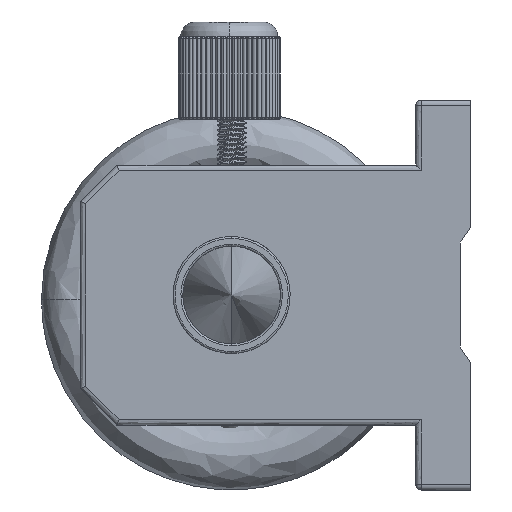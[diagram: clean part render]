
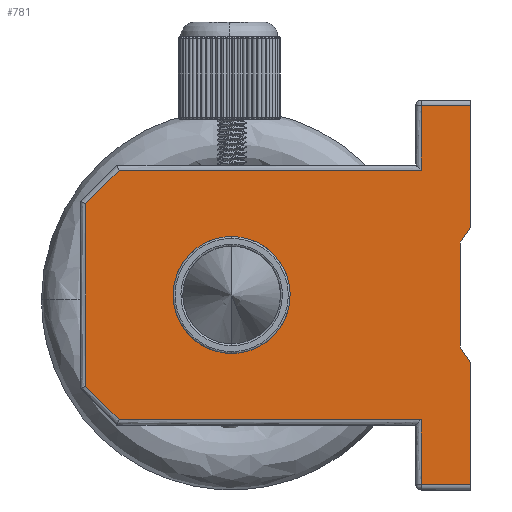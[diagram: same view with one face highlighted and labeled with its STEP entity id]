
A CAD part, left-side view. The second image highlights one B-rep face of the part: STEP entity #781.
In plain terms, the highlighted planar face has unit normal (-1, 0, 0).
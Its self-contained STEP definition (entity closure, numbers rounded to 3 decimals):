
#781=ADVANCED_FACE('',(#1493,#859),#9414,.T.);
#859=FACE_BOUND('',#2203,.T.);
#1493=FACE_OUTER_BOUND('',#2202,.T.);
#2202=EDGE_LOOP('',(#4729,#4730,#4731,#4732,#4733,#4734,#4735,#4736,#4737,
#4738,#4739,#4740,#4741,#4742));
#2203=EDGE_LOOP('',(#4743,#4744));
#4729=ORIENTED_EDGE('',*,*,#6399,.T.);
#4730=ORIENTED_EDGE('',*,*,#6460,.F.);
#4731=ORIENTED_EDGE('',*,*,#6403,.F.);
#4732=ORIENTED_EDGE('',*,*,#6463,.F.);
#4733=ORIENTED_EDGE('',*,*,#6402,.T.);
#4734=ORIENTED_EDGE('',*,*,#6401,.F.);
#4735=ORIENTED_EDGE('',*,*,#6438,.T.);
#4736=ORIENTED_EDGE('',*,*,#6377,.T.);
#4737=ORIENTED_EDGE('',*,*,#6316,.T.);
#4738=ORIENTED_EDGE('',*,*,#6317,.T.);
#4739=ORIENTED_EDGE('',*,*,#6315,.T.);
#4740=ORIENTED_EDGE('',*,*,#6319,.T.);
#4741=ORIENTED_EDGE('',*,*,#6434,.T.);
#4742=ORIENTED_EDGE('',*,*,#6400,.F.);
#4743=ORIENTED_EDGE('',*,*,#6474,.T.);
#4744=ORIENTED_EDGE('',*,*,#6479,.T.);
#6315=EDGE_CURVE('',#8629,#8627,#7790,.T.);
#6316=EDGE_CURVE('',#8628,#8630,#7791,.T.);
#6317=EDGE_CURVE('',#8630,#8629,#7792,.T.);
#6319=EDGE_CURVE('',#8627,#8668,#7794,.T.);
#6377=EDGE_CURVE('',#8666,#8628,#7832,.T.);
#6399=EDGE_CURVE('',#8704,#8705,#7854,.T.);
#6400=EDGE_CURVE('',#8704,#8707,#7855,.T.);
#6401=EDGE_CURVE('',#8708,#8709,#7856,.T.);
#6402=EDGE_CURVE('',#8710,#8709,#7857,.T.);
#6403=EDGE_CURVE('',#8711,#8706,#7858,.T.);
#6434=EDGE_CURVE('',#8668,#8707,#7478,.T.);
#6438=EDGE_CURVE('',#8708,#8666,#7482,.T.);
#6460=EDGE_CURVE('',#8706,#8705,#7493,.T.);
#6463=EDGE_CURVE('',#8710,#8711,#7495,.T.);
#6474=EDGE_CURVE('',#8725,#8727,#7506,.T.);
#6479=EDGE_CURVE('',#8727,#8725,#7511,.T.);
#7478=(
BOUNDED_CURVE()
B_SPLINE_CURVE(1,(#47390,#47391),.UNSPECIFIED.,.F.,.F.)
B_SPLINE_CURVE_WITH_KNOTS((2,2),(0.,9.5),.UNSPECIFIED.)
CURVE()
GEOMETRIC_REPRESENTATION_ITEM()
RATIONAL_B_SPLINE_CURVE((1.,1.))
REPRESENTATION_ITEM('')
);
#7482=(
BOUNDED_CURVE()
B_SPLINE_CURVE(1,(#47401,#47402),.UNSPECIFIED.,.F.,.F.)
B_SPLINE_CURVE_WITH_KNOTS((2,2),(1.,10.5),.UNSPECIFIED.)
CURVE()
GEOMETRIC_REPRESENTATION_ITEM()
RATIONAL_B_SPLINE_CURVE((1.,1.))
REPRESENTATION_ITEM('')
);
#7493=(
BOUNDED_CURVE()
B_SPLINE_CURVE(1,(#47564,#47565),.UNSPECIFIED.,.F.,.F.)
B_SPLINE_CURVE_WITH_KNOTS((2,2),(0.414,9.485),
 .UNSPECIFIED.)
CURVE()
GEOMETRIC_REPRESENTATION_ITEM()
RATIONAL_B_SPLINE_CURVE((1.,1.))
REPRESENTATION_ITEM('')
);
#7495=(
BOUNDED_CURVE()
B_SPLINE_CURVE(1,(#47580,#47581),.UNSPECIFIED.,.F.,.F.)
B_SPLINE_CURVE_WITH_KNOTS((2,2),(0.414,9.485),
 .UNSPECIFIED.)
CURVE()
GEOMETRIC_REPRESENTATION_ITEM()
RATIONAL_B_SPLINE_CURVE((1.,1.))
REPRESENTATION_ITEM('')
);
#7506=(
BOUNDED_CURVE()
B_SPLINE_CURVE(2,(#47613,#47614,#47615,#47616,#47617),.UNSPECIFIED.,.F.,
 .F.)
B_SPLINE_CURVE_WITH_KNOTS((3,2,3),(0.,18.85,37.699),
 .UNSPECIFIED.)
CURVE()
GEOMETRIC_REPRESENTATION_ITEM()
RATIONAL_B_SPLINE_CURVE((1.,0.707,1.,0.707,1.))
REPRESENTATION_ITEM('')
);
#7511=(
BOUNDED_CURVE()
B_SPLINE_CURVE(2,(#47632,#47633,#47634,#47635,#47636),.UNSPECIFIED.,.F.,
 .F.)
B_SPLINE_CURVE_WITH_KNOTS((3,2,3),(37.699,56.549,75.398),
 .UNSPECIFIED.)
CURVE()
GEOMETRIC_REPRESENTATION_ITEM()
RATIONAL_B_SPLINE_CURVE((1.,0.707,1.,0.707,1.))
REPRESENTATION_ITEM('')
);
#7790=B_SPLINE_CURVE_WITH_KNOTS('',1,(#47132,#47133),.UNSPECIFIED.,.F.,.F.,
(2,2),(-57.211,-53.606),.UNSPECIFIED.);
#7791=B_SPLINE_CURVE_WITH_KNOTS('',1,(#47134,#47135),.UNSPECIFIED.,.F.,.F.,
(2,2),(-23.606,-20.),.UNSPECIFIED.);
#7792=B_SPLINE_CURVE_WITH_KNOTS('',1,(#47136,#47137),.UNSPECIFIED.,.F.,.F.,
(2,2),(458.5,478.5),.UNSPECIFIED.);
#7794=B_SPLINE_CURVE_WITH_KNOTS('',1,(#47140,#47141),.UNSPECIFIED.,.F.,.F.,
(2,2),(481.5,505.),.UNSPECIFIED.);
#7832=B_SPLINE_CURVE_WITH_KNOTS('',1,(#47272,#47273),.UNSPECIFIED.,.F.,.F.,
(2,2),(432.,455.5),.UNSPECIFIED.);
#7854=B_SPLINE_CURVE_WITH_KNOTS('',1,(#47316,#47317),.UNSPECIFIED.,.F.,.F.,
(2,2),(-1.,57.086),.UNSPECIFIED.);
#7855=B_SPLINE_CURVE_WITH_KNOTS('',1,(#47318,#47319),.UNSPECIFIED.,.F.,.F.,
(2,2),(-1.,11.5),.UNSPECIFIED.);
#7856=B_SPLINE_CURVE_WITH_KNOTS('',1,(#47320,#47321),.UNSPECIFIED.,.F.,.F.,
(2,2),(1.,13.5),.UNSPECIFIED.);
#7857=B_SPLINE_CURVE_WITH_KNOTS('',1,(#47322,#47323),.UNSPECIFIED.,.F.,.F.,
(2,2),(0.414,58.5),.UNSPECIFIED.);
#7858=B_SPLINE_CURVE_WITH_KNOTS('',1,(#47324,#47325),.UNSPECIFIED.,.F.,.F.,
(2,2),(0.414,35.586),.UNSPECIFIED.);
#8627=VERTEX_POINT('',#47018);
#8628=VERTEX_POINT('',#47019);
#8629=VERTEX_POINT('',#47020);
#8630=VERTEX_POINT('',#47021);
#8666=VERTEX_POINT('',#47057);
#8668=VERTEX_POINT('',#47059);
#8704=VERTEX_POINT('',#47095);
#8705=VERTEX_POINT('',#47096);
#8706=VERTEX_POINT('',#47097);
#8707=VERTEX_POINT('',#47098);
#8708=VERTEX_POINT('',#47099);
#8709=VERTEX_POINT('',#47100);
#8710=VERTEX_POINT('',#47101);
#8711=VERTEX_POINT('',#47102);
#8725=VERTEX_POINT('',#47116);
#8727=VERTEX_POINT('',#47118);
#9414=PLANE('',#9676);
#9676=AXIS2_PLACEMENT_3D('',#46608,#9853,$);
#9853=DIRECTION('',(-1.,0.,0.));
#46608=CARTESIAN_POINT('',(0.,40.,-40.001));
#47018=CARTESIAN_POINT('',(0.,40.,13.866));
#47019=CARTESIAN_POINT('',(0.,40.,-13.867));
#47020=CARTESIAN_POINT('',(0.,42.133,10.666));
#47021=CARTESIAN_POINT('',(0.,42.133,-10.667));
#47057=CARTESIAN_POINT('',(0.,40.,-38.934));
#47059=CARTESIAN_POINT('',(0.,40.,38.933));
#47095=CARTESIAN_POINT('',(0.,50.133,25.599));
#47096=CARTESIAN_POINT('',(0.,112.092,25.599));
#47097=CARTESIAN_POINT('',(0.,118.933,18.757));
#47098=CARTESIAN_POINT('',(0.,50.133,38.933));
#47099=CARTESIAN_POINT('',(0.,50.133,-38.934));
#47100=CARTESIAN_POINT('',(0.,50.133,-25.601));
#47101=CARTESIAN_POINT('',(0.,112.092,-25.601));
#47102=CARTESIAN_POINT('',(0.,118.933,-18.759));
#47116=CARTESIAN_POINT('',(0.,89.,-12.));
#47118=CARTESIAN_POINT('',(0.,89.,12.));
#47132=CARTESIAN_POINT('',(0.,42.133,10.666));
#47133=CARTESIAN_POINT('',(0.,40.,13.866));
#47134=CARTESIAN_POINT('',(0.,40.,-13.867));
#47135=CARTESIAN_POINT('',(0.,42.133,-10.667));
#47136=CARTESIAN_POINT('',(0.,42.133,-10.667));
#47137=CARTESIAN_POINT('',(0.,42.133,10.666));
#47140=CARTESIAN_POINT('',(0.,40.,13.866));
#47141=CARTESIAN_POINT('',(0.,40.,38.933));
#47272=CARTESIAN_POINT('',(0.,40.,-38.934));
#47273=CARTESIAN_POINT('',(0.,40.,-13.867));
#47316=CARTESIAN_POINT('',(0.,50.133,25.599));
#47317=CARTESIAN_POINT('',(0.,112.092,25.599));
#47318=CARTESIAN_POINT('',(0.,50.133,25.599));
#47319=CARTESIAN_POINT('',(0.,50.133,38.933));
#47320=CARTESIAN_POINT('',(0.,50.133,-38.934));
#47321=CARTESIAN_POINT('',(0.,50.133,-25.601));
#47322=CARTESIAN_POINT('',(0.,112.092,-25.601));
#47323=CARTESIAN_POINT('',(0.,50.133,-25.601));
#47324=CARTESIAN_POINT('',(0.,118.933,-18.759));
#47325=CARTESIAN_POINT('',(0.,118.933,18.757));
#47390=CARTESIAN_POINT('',(0.,40.,38.933));
#47391=CARTESIAN_POINT('',(0.,50.133,38.933));
#47401=CARTESIAN_POINT('',(0.,50.133,-38.934));
#47402=CARTESIAN_POINT('',(0.,40.,-38.934));
#47564=CARTESIAN_POINT('',(0.,118.933,18.757));
#47565=CARTESIAN_POINT('',(0.,112.092,25.599));
#47580=CARTESIAN_POINT('',(0.,112.092,-25.601));
#47581=CARTESIAN_POINT('',(0.,118.933,-18.759));
#47613=CARTESIAN_POINT('',(0.,89.,-12.));
#47614=CARTESIAN_POINT('',(0.,101.,-12.));
#47615=CARTESIAN_POINT('',(0.,101.,0.));
#47616=CARTESIAN_POINT('',(0.,101.,12.));
#47617=CARTESIAN_POINT('',(0.,89.,12.));
#47632=CARTESIAN_POINT('',(0.,89.,12.));
#47633=CARTESIAN_POINT('',(0.,77.,12.));
#47634=CARTESIAN_POINT('',(0.,77.,0.));
#47635=CARTESIAN_POINT('',(0.,77.,-12.));
#47636=CARTESIAN_POINT('',(0.,89.,-12.));
